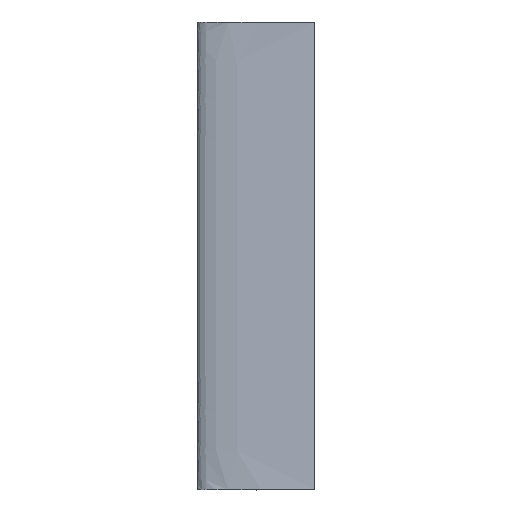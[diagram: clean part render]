
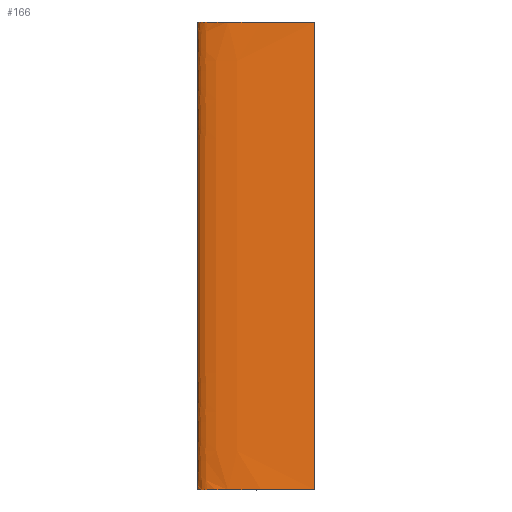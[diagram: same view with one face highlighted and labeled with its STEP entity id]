
A CAD part, top view. The second image highlights one B-rep face of the part: STEP entity #166.
In plain terms, the highlighted face is a extrusion surface.
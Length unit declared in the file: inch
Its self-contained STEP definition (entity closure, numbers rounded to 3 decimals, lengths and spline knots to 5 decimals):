
#36=CARTESIAN_POINT('Control Point',(-4.49726,0.,0.15705)) ;
#37=CARTESIAN_POINT('Control Point',(-4.5043,0.,0.18344)) ;
#38=CARTESIAN_POINT('Control Point',(-4.50802,0.,0.21072)) ;
#39=CARTESIAN_POINT('Control Point',(-4.50816,0.,0.23835)) ;
#40=CARTESIAN_POINT('Control Point',(-4.50248,0.,0.28634)) ;
#41=CARTESIAN_POINT('Control Point',(-4.48828,0.,0.33241)) ;
#42=CARTESIAN_POINT('Control Point',(-4.48078,0.,0.35181)) ;
#43=CARTESIAN_POINT('Control Point',(-4.44995,0.,0.41925)) ;
#44=CARTESIAN_POINT('Control Point',(-4.40681,0.,0.48026)) ;
#45=CARTESIAN_POINT('Control Point',(-4.37216,0.,0.52094)) ;
#46=CARTESIAN_POINT('Control Point',(-4.29792,0.,0.59695)) ;
#47=CARTESIAN_POINT('Control Point',(-4.21565,0.,0.66419)) ;
#48=CARTESIAN_POINT('Control Point',(-4.17335,0.,0.69585)) ;
#49=CARTESIAN_POINT('Control Point',(-4.07666,0.,0.76269)) ;
#50=CARTESIAN_POINT('Control Point',(-3.9753,0.,0.82227)) ;
#51=CARTESIAN_POINT('Control Point',(-3.91846,0.,0.85323)) ;
#52=CARTESIAN_POINT('Control Point',(-3.76711,0.,0.92974)) ;
#53=CARTESIAN_POINT('Control Point',(-3.61063,0.,0.99538)) ;
#54=CARTESIAN_POINT('Control Point',(-3.5125,0.,1.03247)) ;
#55=CARTESIAN_POINT('Control Point',(-3.29473,0.,1.10657)) ;
#56=CARTESIAN_POINT('Control Point',(-3.07265,0.,1.16665)) ;
#57=CARTESIAN_POINT('Control Point',(-2.95089,0.,1.19562)) ;
#58=CARTESIAN_POINT('Control Point',(-2.61194,0.,1.2664)) ;
#59=CARTESIAN_POINT('Control Point',(-2.26872,0.,1.31387)) ;
#60=CARTESIAN_POINT('Control Point',(-2.04867,0.,1.33641)) ;
#61=CARTESIAN_POINT('Control Point',(-1.62006,0.,1.36747)) ;
#62=CARTESIAN_POINT('Control Point',(-1.19049,0.,1.37914)) ;
#63=CARTESIAN_POINT('Control Point',(-0.98193,0.,1.38107)) ;
#64=CARTESIAN_POINT('Control Point',(-0.33729,0.,1.38117)) ;
#65=CARTESIAN_POINT('Control Point',(0.30715,0.,1.36153)) ;
#66=CARTESIAN_POINT('Control Point',(0.74278,0.,1.3412)) ;
#67=CARTESIAN_POINT('Control Point',(1.64687,0.,1.28675)) ;
#68=CARTESIAN_POINT('Control Point',(2.54934,0.,1.21001)) ;
#69=CARTESIAN_POINT('Control Point',(3.01686,0.,1.16537)) ;
#70=CARTESIAN_POINT('Control Point',(5.4062,0.,0.91515)) ;
#71=CARTESIAN_POINT('Control Point',(7.78478,0.,0.56932)) ;
#72=CARTESIAN_POINT('Control Point',(9.6928,0.,0.26247)) ;
#73=CARTESIAN_POINT('Control Point',(11.59708,0.,-0.07094)) ;
#74=CARTESIAN_POINT('Control Point',(13.49257,0.,-0.44848)) ;
#78=CARTESIAN_POINT('Line Origine',(-4.49726,36.,0.15705)) ;
#82=CARTESIAN_POINT('Vertex',(-4.49726,0.,0.15705)) ;
#84=CARTESIAN_POINT('Vertex',(-4.49726,72.,0.15705)) ;
#88=CARTESIAN_POINT('Control Point',(-4.49726,0.,0.15705)) ;
#89=CARTESIAN_POINT('Control Point',(-4.50427,0.,0.18334)) ;
#90=CARTESIAN_POINT('Control Point',(-4.50799,0.,0.21051)) ;
#91=CARTESIAN_POINT('Control Point',(-4.50816,0.,0.23803)) ;
#92=CARTESIAN_POINT('Control Point',(-4.49911,0.,0.31534)) ;
#93=CARTESIAN_POINT('Control Point',(-4.46792,0.,0.38771)) ;
#94=CARTESIAN_POINT('Control Point',(-4.44106,0.,0.43196)) ;
#95=CARTESIAN_POINT('Control Point',(-4.36964,0.,0.52842)) ;
#96=CARTESIAN_POINT('Control Point',(-4.28215,0.,0.61098)) ;
#97=CARTESIAN_POINT('Control Point',(-4.22905,0.,0.65476)) ;
#98=CARTESIAN_POINT('Control Point',(-4.11906,0.,0.73612)) ;
#99=CARTESIAN_POINT('Control Point',(-4.00215,0.,0.80716)) ;
#100=CARTESIAN_POINT('Control Point',(-3.94216,0.,0.84075)) ;
#101=CARTESIAN_POINT('Control Point',(-3.71504,0.,0.95798)) ;
#102=CARTESIAN_POINT('Control Point',(-3.47588,0.,1.05007)) ;
#103=CARTESIAN_POINT('Control Point',(-3.30129,0.,1.10653)) ;
#104=CARTESIAN_POINT('Control Point',(-2.75087,0.,1.25504)) ;
#105=CARTESIAN_POINT('Control Point',(-2.18438,0.,1.33223)) ;
#106=CARTESIAN_POINT('Control Point',(-1.80391,0.,1.36199)) ;
#107=CARTESIAN_POINT('Control Point',(-1.14237,0.,1.38501)) ;
#108=CARTESIAN_POINT('Control Point',(-0.48054,0.,1.37991)) ;
#109=CARTESIAN_POINT('Control Point',(-0.22181,0.,1.3755)) ;
#110=CARTESIAN_POINT('Control Point',(0.84382,0.,1.34396)) ;
#111=CARTESIAN_POINT('Control Point',(1.90779,0.,1.27077)) ;
#112=CARTESIAN_POINT('Control Point',(2.68452,0.,1.20223)) ;
#113=CARTESIAN_POINT('Control Point',(5.33063,0.,0.92709)) ;
#114=CARTESIAN_POINT('Control Point',(7.96376,0.,0.54046)) ;
#115=CARTESIAN_POINT('Control Point',(9.81188,0.,0.24158)) ;
#116=CARTESIAN_POINT('Control Point',(11.65635,0.,-0.08274)) ;
#117=CARTESIAN_POINT('Control Point',(13.49257,0.,-0.44848)) ;
#118=CARTESIAN_POINT('Vertex',(13.49257,0.,-0.44848)) ;
#121=CARTESIAN_POINT('Line Origine',(13.49257,36.,-0.44848)) ;
#125=CARTESIAN_POINT('Vertex',(13.49257,72.,-0.44848)) ;
#129=CARTESIAN_POINT('Control Point',(-4.49726,72.,0.15705)) ;
#130=CARTESIAN_POINT('Control Point',(-4.50427,72.,0.18334)) ;
#131=CARTESIAN_POINT('Control Point',(-4.50799,72.,0.21051)) ;
#132=CARTESIAN_POINT('Control Point',(-4.50816,72.,0.23803)) ;
#133=CARTESIAN_POINT('Control Point',(-4.49911,72.,0.31534)) ;
#134=CARTESIAN_POINT('Control Point',(-4.46792,72.,0.38771)) ;
#135=CARTESIAN_POINT('Control Point',(-4.44106,72.,0.43196)) ;
#136=CARTESIAN_POINT('Control Point',(-4.36964,72.,0.52842)) ;
#137=CARTESIAN_POINT('Control Point',(-4.28215,72.,0.61098)) ;
#138=CARTESIAN_POINT('Control Point',(-4.22905,72.,0.65476)) ;
#139=CARTESIAN_POINT('Control Point',(-4.11906,72.,0.73612)) ;
#140=CARTESIAN_POINT('Control Point',(-4.00215,72.,0.80716)) ;
#141=CARTESIAN_POINT('Control Point',(-3.94216,72.,0.84075)) ;
#142=CARTESIAN_POINT('Control Point',(-3.71504,72.,0.95798)) ;
#143=CARTESIAN_POINT('Control Point',(-3.47588,72.,1.05007)) ;
#144=CARTESIAN_POINT('Control Point',(-3.30129,72.,1.10653)) ;
#145=CARTESIAN_POINT('Control Point',(-2.75087,72.,1.25504)) ;
#146=CARTESIAN_POINT('Control Point',(-2.18438,72.,1.33223)) ;
#147=CARTESIAN_POINT('Control Point',(-1.80391,72.,1.36199)) ;
#148=CARTESIAN_POINT('Control Point',(-1.14237,72.,1.38501)) ;
#149=CARTESIAN_POINT('Control Point',(-0.48054,72.,1.37991)) ;
#150=CARTESIAN_POINT('Control Point',(-0.22181,72.,1.3755)) ;
#151=CARTESIAN_POINT('Control Point',(0.84382,72.,1.34396)) ;
#152=CARTESIAN_POINT('Control Point',(1.90779,72.,1.27077)) ;
#153=CARTESIAN_POINT('Control Point',(2.68452,72.,1.20223)) ;
#154=CARTESIAN_POINT('Control Point',(5.33063,72.,0.92709)) ;
#155=CARTESIAN_POINT('Control Point',(7.96376,72.,0.54046)) ;
#156=CARTESIAN_POINT('Control Point',(9.81188,72.,0.24158)) ;
#157=CARTESIAN_POINT('Control Point',(11.65635,72.,-0.08274)) ;
#158=CARTESIAN_POINT('Control Point',(13.49257,72.,-0.44848)) ;
#75=DIRECTION('Vector Direction',(0.,0.039,0.)) ;
#79=DIRECTION('Vector Direction',(0.,0.039,0.)) ;
#122=DIRECTION('Vector Direction',(0.,0.039,0.)) ;
#76=VECTOR('Extrusion Surface Vector',#75,0.03937) ;
#80=VECTOR('Line Direction',#79,0.03937) ;
#123=VECTOR('Line Direction',#122,0.03937) ;
#161=ORIENTED_EDGE('',*,*,#86,.F.) ;
#162=ORIENTED_EDGE('',*,*,#120,.T.) ;
#163=ORIENTED_EDGE('',*,*,#127,.T.) ;
#164=ORIENTED_EDGE('',*,*,#159,.F.) ;
#166=ADVANCED_FACE('NACA23012 Wing, 18-inch',(#165),#77,.T.) ;
#35=B_SPLINE_CURVE_WITH_KNOTS('',5,(#36,#37,#38,#39,#40,#41,#42,#43,#44,#45,#46,#47,#48,#49,#50,#51,#52,#53,#54,#55,#56,#57,#58,#59,#60,#61,#62,#63,#64,#65,#66,#67,#68,#69,#70,#71,#72,#73,#74),.UNSPECIFIED.,.F.,.U.,(6,3,3,3,3,3,3,3,3,3,3,3,6),(0.,3.46935,6.10412,12.8735,19.57714,27.79312,41.10696,56.99394,85.06866,111.55556,166.93352,226.57445,472.03023),.UNSPECIFIED.) ;
#87=B_SPLINE_CURVE_WITH_KNOTS('',5,(#88,#89,#90,#91,#92,#93,#94,#95,#96,#97,#98,#99,#100,#101,#102,#103,#104,#105,#106,#107,#108,#109,#110,#111,#112,#113,#114,#115,#116,#117),.UNSPECIFIED.,.F.,.U.,(6,3,3,3,3,3,3,3,3,6),(0.,4.88708,13.90596,26.3817,38.85743,72.26642,141.16059,191.11867,332.62739,668.90015),.UNSPECIFIED.) ;
#128=B_SPLINE_CURVE_WITH_KNOTS('',5,(#129,#130,#131,#132,#133,#134,#135,#136,#137,#138,#139,#140,#141,#142,#143,#144,#145,#146,#147,#148,#149,#150,#151,#152,#153,#154,#155,#156,#157,#158),.UNSPECIFIED.,.F.,.U.,(6,3,3,3,3,3,3,3,3,6),(0.,4.88708,13.90596,26.3817,38.85743,72.26642,141.16059,191.11867,332.62739,668.90015),.UNSPECIFIED.) ;
#86=EDGE_CURVE('',#83,#85,#81,.T.) ;
#120=EDGE_CURVE('',#83,#119,#87,.T.) ;
#127=EDGE_CURVE('',#119,#126,#124,.T.) ;
#159=EDGE_CURVE('',#85,#126,#128,.T.) ;
#160=EDGE_LOOP('',(#161,#162,#163,#164)) ;
#165=FACE_OUTER_BOUND('',#160,.T.) ;
#81=LINE('Line',#78,#80) ;
#124=LINE('Line',#121,#123) ;
#77=SURFACE_OF_LINEAR_EXTRUSION('generated tabulated cylinder',#35,#76) ;
#83=VERTEX_POINT('',#82) ;
#85=VERTEX_POINT('',#84) ;
#119=VERTEX_POINT('',#118) ;
#126=VERTEX_POINT('',#125) ;
